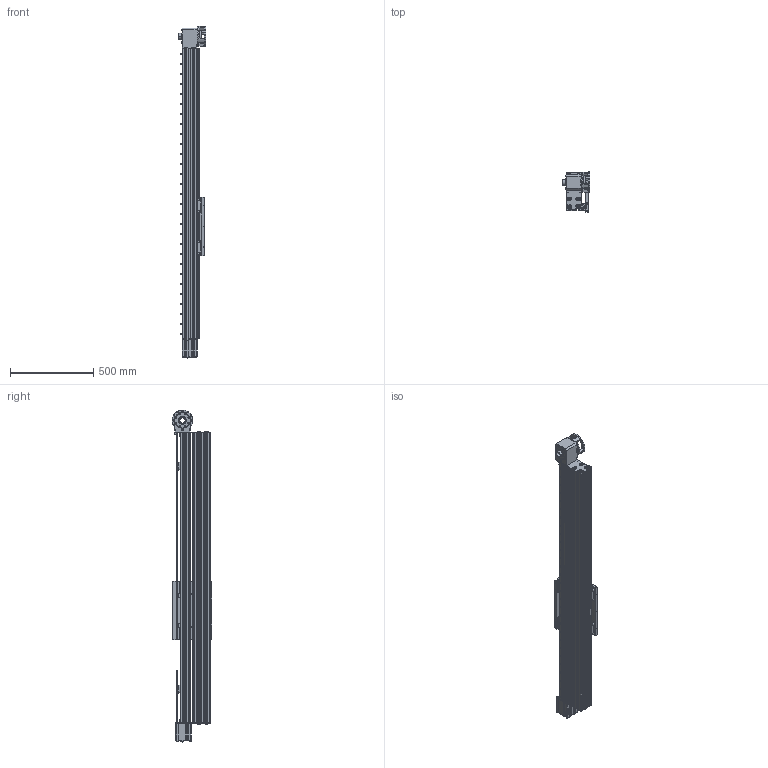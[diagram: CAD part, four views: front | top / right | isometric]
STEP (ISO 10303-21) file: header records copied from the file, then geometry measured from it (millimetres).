
FILE_DESCRIPTION (( 'STEP AP203' ), '1' );
FILE_NAME ('815.VVL.XXXX.STEP', '2016-12-12T15:03:18', ( 'Utente' ), ( '' ), 'SwSTEP 2.0', 'SolidWorks 2016', '' );
FILE_SCHEMA (( 'CONFIG_CONTROL_DESIGN' ));
Length unit declared in the file: millimetre
Products named in the file (1): 815.VVL.XXXX
Bounding box: 162.35 x 239.44 x 1993.35 mm (x, y, z)
Surface area: 2207217.4 mm2 (no closed solid volume)
Topology: 0 solids, 326 shells, 2371 faces, 10493 edges, 8166 vertices
Faces by surface type: plane 1285, cylinder 823, torus 150, cone 87, bspline 26
Entity records: 114085 total; most frequent: CARTESIAN_POINT 28529, DIRECTION 18638, ORIENTED_EDGE 14429, EDGE_CURVE 10483, VERTEX_POINT 8166, LINE 6410, VECTOR 6410, AXIS2_PLACEMENT_3D 6114
